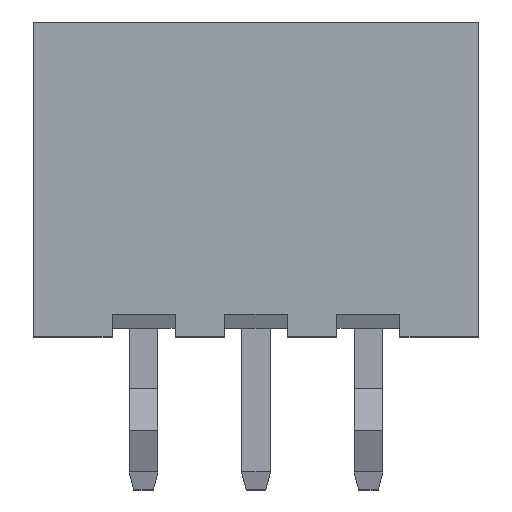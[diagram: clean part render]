
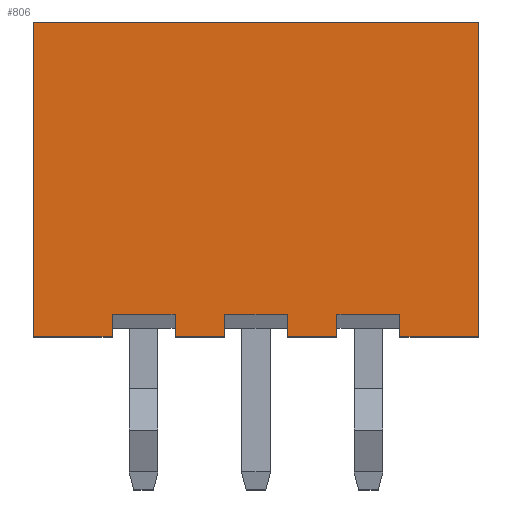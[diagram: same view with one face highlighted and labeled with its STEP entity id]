
A CAD part, top view. The second image highlights one B-rep face of the part: STEP entity #806.
In plain terms, the highlighted planar face has unit normal (0, 0, 1).
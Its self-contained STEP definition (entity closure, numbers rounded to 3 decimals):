
#6 = VERTEX_POINT ( 'NONE', #3316 ) ;
#35 = VECTOR ( 'NONE', #4247, 1000. ) ;
#100 = LINE ( 'NONE', #4633, #35 ) ;
#106 = LINE ( 'NONE', #5421, #1758 ) ;
#162 = CARTESIAN_POINT ( 'NONE',  ( 3.869, 5.356, 16.691 ) ) ;
#164 = VECTOR ( 'NONE', #5147, 1000. ) ;
#217 = EDGE_CURVE ( 'NONE', #2443, #3734, #3723, .T. ) ;
#219 = VERTEX_POINT ( 'NONE', #1301 ) ;
#246 = VERTEX_POINT ( 'NONE', #3305 ) ;
#284 = ORIENTED_EDGE ( 'NONE', *, *, #3500, .T. ) ;
#323 = EDGE_CURVE ( 'NONE', #2792, #6, #106, .T. ) ;
#346 = ORIENTED_EDGE ( 'NONE', *, *, #323, .T. ) ;
#400 = ORIENTED_EDGE ( 'NONE', *, *, #2317, .T. ) ;
#444 = CARTESIAN_POINT ( 'NONE',  ( 6.369, 5.356, 16.691 ) ) ;
#466 = VERTEX_POINT ( 'NONE', #2824 ) ;
#485 = ORIENTED_EDGE ( 'NONE', *, *, #1918, .T. ) ;
#522 = CARTESIAN_POINT ( 'NONE',  ( 6.369, 5.856, 16.691 ) ) ;
#527 = CARTESIAN_POINT ( 'NONE',  ( 2.469, 5.356, 16.691 ) ) ;
#618 = EDGE_CURVE ( 'NONE', #2792, #1384, #2867, .T. ) ;
#631 = ORIENTED_EDGE ( 'NONE', *, *, #217, .T. ) ;
#635 = CARTESIAN_POINT ( 'NONE',  ( -4.281, 12.356, 16.691 ) ) ;
#638 = EDGE_CURVE ( 'NONE', #1320, #246, #4907, .T. ) ;
#644 = CARTESIAN_POINT ( 'NONE',  ( 3.869, 5.856, 16.691 ) ) ;
#670 = VECTOR ( 'NONE', #3591, 1000. ) ;
#718 = EDGE_CURVE ( 'NONE', #1384, #466, #960, .T. ) ;
#758 = VERTEX_POINT ( 'NONE', #522 ) ;
#806 = ADVANCED_FACE ( 'NONE', ( #2349 ), #2219, .F. ) ;
#820 = DIRECTION ( 'NONE',  ( 0., -1., 0. ) ) ;
#879 = ORIENTED_EDGE ( 'NONE', *, *, #4022, .T. ) ;
#906 = CARTESIAN_POINT ( 'NONE',  ( 1.369, 5.356, 16.691 ) ) ;
#960 = LINE ( 'NONE', #3870, #1474 ) ;
#981 = CARTESIAN_POINT ( 'NONE',  ( -4.281, 5.356, 16.691 ) ) ;
#1020 = ORIENTED_EDGE ( 'NONE', *, *, #3046, .T. ) ;
#1022 = LINE ( 'NONE', #5093, #2289 ) ;
#1116 = ORIENTED_EDGE ( 'NONE', *, *, #2787, .T. ) ;
#1138 = ORIENTED_EDGE ( 'NONE', *, *, #638, .T. ) ;
#1154 = CARTESIAN_POINT ( 'NONE',  ( 6.369, 5.856, 16.691 ) ) ;
#1195 = VERTEX_POINT ( 'NONE', #3408 ) ;
#1200 = CARTESIAN_POINT ( 'NONE',  ( 6.369, 5.356, 16.691 ) ) ;
#1281 = VECTOR ( 'NONE', #2923, 1000. ) ;
#1301 = CARTESIAN_POINT ( 'NONE',  ( 4.969, 5.856, 16.691 ) ) ;
#1320 = VERTEX_POINT ( 'NONE', #4302 ) ;
#1384 = VERTEX_POINT ( 'NONE', #1824 ) ;
#1419 = DIRECTION ( 'NONE',  ( 0., -1., 0. ) ) ;
#1447 = ORIENTED_EDGE ( 'NONE', *, *, #3101, .T. ) ;
#1470 = VERTEX_POINT ( 'NONE', #644 ) ;
#1474 = VECTOR ( 'NONE', #1763, 1000. ) ;
#1546 = VECTOR ( 'NONE', #4276, 1000. ) ;
#1561 = DIRECTION ( 'NONE',  ( 1., 0., 0. ) ) ;
#1712 = VECTOR ( 'NONE', #3007, 1000. ) ;
#1758 = VECTOR ( 'NONE', #820, 1000. ) ;
#1763 = DIRECTION ( 'NONE',  ( 0., -1., 0. ) ) ;
#1774 = ORIENTED_EDGE ( 'NONE', *, *, #3388, .T. ) ;
#1796 = DIRECTION ( 'NONE',  ( 1., 0., 0. ) ) ;
#1798 = ORIENTED_EDGE ( 'NONE', *, *, #618, .F. ) ;
#1824 = CARTESIAN_POINT ( 'NONE',  ( 8.119, 12.356, 16.691 ) ) ;
#1827 = LINE ( 'NONE', #3586, #2695 ) ;
#1865 = LINE ( 'NONE', #981, #4397 ) ;
#1918 = EDGE_CURVE ( 'NONE', #3415, #3267, #1827, .T. ) ;
#2082 = VECTOR ( 'NONE', #4746, 1000. ) ;
#2219 = PLANE ( 'NONE',  #4176 ) ;
#2257 = LINE ( 'NONE', #2339, #670 ) ;
#2289 = VECTOR ( 'NONE', #2838, 1000. ) ;
#2311 = LINE ( 'NONE', #1154, #5454 ) ;
#2317 = EDGE_CURVE ( 'NONE', #1195, #3260, #3556, .T. ) ;
#2320 = EDGE_CURVE ( 'NONE', #3267, #1470, #5168, .T. ) ;
#2339 = CARTESIAN_POINT ( 'NONE',  ( -4.281, 5.356, 16.691 ) ) ;
#2349 = FACE_OUTER_BOUND ( 'NONE', #2448, .T. ) ;
#2351 = DIRECTION ( 'NONE',  ( 0., 1., 0. ) ) ;
#2443 = VERTEX_POINT ( 'NONE', #2650 ) ;
#2448 = EDGE_LOOP ( 'NONE', ( #284, #1138, #1020, #631, #4142, #485, #4933, #3794, #400, #1447, #1116, #1774, #879, #4829, #1798, #346 ) ) ;
#2452 = EDGE_CURVE ( 'NONE', #1470, #1195, #4543, .T. ) ;
#2479 = LINE ( 'NONE', #4769, #4854 ) ;
#2581 = CARTESIAN_POINT ( 'NONE',  ( -0.031, 5.356, 16.691 ) ) ;
#2650 = CARTESIAN_POINT ( 'NONE',  ( 1.369, 5.856, 16.691 ) ) ;
#2695 = VECTOR ( 'NONE', #2351, 1000. ) ;
#2787 = EDGE_CURVE ( 'NONE', #219, #758, #2311, .T. ) ;
#2792 = VERTEX_POINT ( 'NONE', #3205 ) ;
#2824 = CARTESIAN_POINT ( 'NONE',  ( 8.119, 5.356, 16.691 ) ) ;
#2838 = DIRECTION ( 'NONE',  ( 0., 1., 0. ) ) ;
#2867 = LINE ( 'NONE', #5456, #1281 ) ;
#2923 = DIRECTION ( 'NONE',  ( 1., 0., 0. ) ) ;
#3007 = DIRECTION ( 'NONE',  ( 0., -1., 0. ) ) ;
#3046 = EDGE_CURVE ( 'NONE', #246, #2443, #100, .T. ) ;
#3101 = EDGE_CURVE ( 'NONE', #3260, #219, #1022, .T. ) ;
#3120 = CARTESIAN_POINT ( 'NONE',  ( 3.869, 5.856, 16.691 ) ) ;
#3136 = DIRECTION ( 'NONE',  ( 0., 0., -1. ) ) ;
#3205 = CARTESIAN_POINT ( 'NONE',  ( -1.781, 12.356, 16.691 ) ) ;
#3260 = VERTEX_POINT ( 'NONE', #4962 ) ;
#3267 = VERTEX_POINT ( 'NONE', #5390 ) ;
#3305 = CARTESIAN_POINT ( 'NONE',  ( -0.031, 5.856, 16.691 ) ) ;
#3316 = CARTESIAN_POINT ( 'NONE',  ( -1.781, 5.356, 16.691 ) ) ;
#3388 = EDGE_CURVE ( 'NONE', #758, #3809, #3491, .T. ) ;
#3408 = CARTESIAN_POINT ( 'NONE',  ( 3.869, 5.356, 16.691 ) ) ;
#3415 = VERTEX_POINT ( 'NONE', #527 ) ;
#3491 = LINE ( 'NONE', #444, #4011 ) ;
#3500 = EDGE_CURVE ( 'NONE', #6, #1320, #1865, .T. ) ;
#3556 = LINE ( 'NONE', #5166, #2082 ) ;
#3586 = CARTESIAN_POINT ( 'NONE',  ( 2.469, 5.356, 16.691 ) ) ;
#3591 = DIRECTION ( 'NONE',  ( 1., 0., 0. ) ) ;
#3723 = LINE ( 'NONE', #906, #1712 ) ;
#3734 = VERTEX_POINT ( 'NONE', #4440 ) ;
#3794 = ORIENTED_EDGE ( 'NONE', *, *, #2452, .T. ) ;
#3809 = VERTEX_POINT ( 'NONE', #1200 ) ;
#3870 = CARTESIAN_POINT ( 'NONE',  ( 8.119, 12.356, 16.691 ) ) ;
#3983 = DIRECTION ( 'NONE',  ( 0., -1., 0. ) ) ;
#4011 = VECTOR ( 'NONE', #5461, 1000. ) ;
#4022 = EDGE_CURVE ( 'NONE', #3809, #466, #2479, .T. ) ;
#4142 = ORIENTED_EDGE ( 'NONE', *, *, #5305, .T. ) ;
#4176 = AXIS2_PLACEMENT_3D ( 'NONE', #635, #3136, #1419 ) ;
#4247 = DIRECTION ( 'NONE',  ( 1., 0., 0. ) ) ;
#4276 = DIRECTION ( 'NONE',  ( 0., 1., 0. ) ) ;
#4302 = CARTESIAN_POINT ( 'NONE',  ( -0.031, 5.356, 16.691 ) ) ;
#4397 = VECTOR ( 'NONE', #4822, 1000. ) ;
#4440 = CARTESIAN_POINT ( 'NONE',  ( 1.369, 5.356, 16.691 ) ) ;
#4543 = LINE ( 'NONE', #162, #5025 ) ;
#4633 = CARTESIAN_POINT ( 'NONE',  ( 1.369, 5.856, 16.691 ) ) ;
#4746 = DIRECTION ( 'NONE',  ( 1., 0., 0. ) ) ;
#4769 = CARTESIAN_POINT ( 'NONE',  ( -4.281, 5.356, 16.691 ) ) ;
#4822 = DIRECTION ( 'NONE',  ( 1., 0., 0. ) ) ;
#4829 = ORIENTED_EDGE ( 'NONE', *, *, #718, .F. ) ;
#4854 = VECTOR ( 'NONE', #1796, 1000. ) ;
#4907 = LINE ( 'NONE', #2581, #1546 ) ;
#4933 = ORIENTED_EDGE ( 'NONE', *, *, #2320, .T. ) ;
#4962 = CARTESIAN_POINT ( 'NONE',  ( 4.969, 5.356, 16.691 ) ) ;
#5025 = VECTOR ( 'NONE', #3983, 1000. ) ;
#5093 = CARTESIAN_POINT ( 'NONE',  ( 4.969, 5.356, 16.691 ) ) ;
#5147 = DIRECTION ( 'NONE',  ( 1., 0., 0. ) ) ;
#5166 = CARTESIAN_POINT ( 'NONE',  ( -4.281, 5.356, 16.691 ) ) ;
#5168 = LINE ( 'NONE', #3120, #164 ) ;
#5305 = EDGE_CURVE ( 'NONE', #3734, #3415, #2257, .T. ) ;
#5390 = CARTESIAN_POINT ( 'NONE',  ( 2.469, 5.856, 16.691 ) ) ;
#5421 = CARTESIAN_POINT ( 'NONE',  ( -1.781, 12.356, 16.691 ) ) ;
#5454 = VECTOR ( 'NONE', #1561, 1000. ) ;
#5456 = CARTESIAN_POINT ( 'NONE',  ( -4.281, 12.356, 16.691 ) ) ;
#5461 = DIRECTION ( 'NONE',  ( 0., -1., 0. ) ) ;
